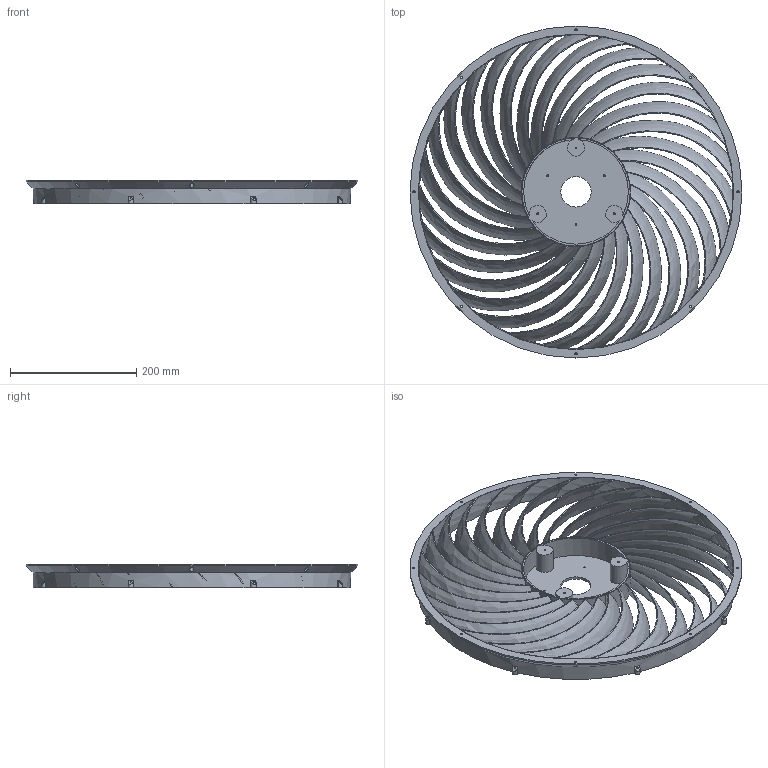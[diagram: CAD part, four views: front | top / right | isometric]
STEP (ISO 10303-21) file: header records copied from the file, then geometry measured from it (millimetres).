
FILE_DESCRIPTION(/* description */ (''),/* implementation_level */ '2;1');
FILE_NAME(/* name */ 'bqfbn_num_4 v81 secondary.step',/* time_stamp */ '2025-07-01T21:42:11-04:00',/* author */ (''),/* organization */ (''),/* preprocessor_version */ 'ST-DEVELOPER v20.1',/* originating_system */ 'Autodesk Translation Framework v14.10.0.0',/* authorisation */ '');
FILE_SCHEMA (('AUTOMOTIVE_DESIGN { 1 0 10303 214 3 1 1 }'));
Length unit declared in the file: millimetre
Products named in the file (2): bqfbn_num_4; 1
Assembly tree (1 placements, depth 2):
  bqfbn_num_4
    1
Bounding box: 526 x 526 x 37.89 mm (x, y, z)
Volume: 785961 mm3; surface area: 814268.7 mm2
Topology: 1 solids, 1 shells, 201 faces, 680 edges, 456 vertices
Faces by surface type: cylinder 83, bspline 58, plane 46, cone 14
Full cylindrical faces by diameter (mm): 2 x1, 2.7 x11, 3.2 x2, 3.4 x8, 7 x3, 48 x1, 171.472 x1, 173 x1, 503.195 x1, 526 x1
Entity records: 25933 total; most frequent: CARTESIAN_POINT 20226, ORIENTED_EDGE 1360, DIRECTION 970, EDGE_CURVE 680, VERTEX_POINT 456, AXIS2_PLACEMENT_3D 423, EDGE_LOOP 278, B_SPLINE_CURVE_WITH_KNOTS 247
